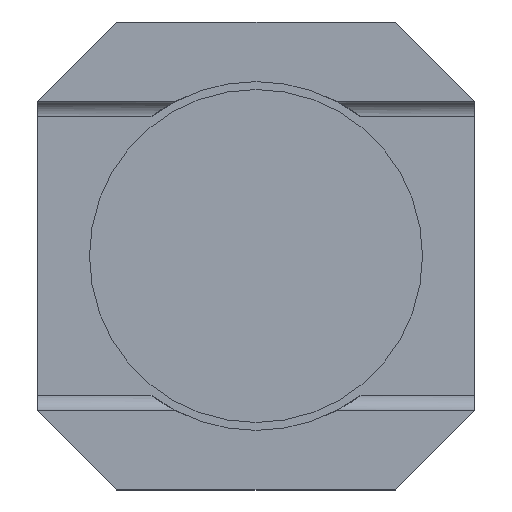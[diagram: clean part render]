
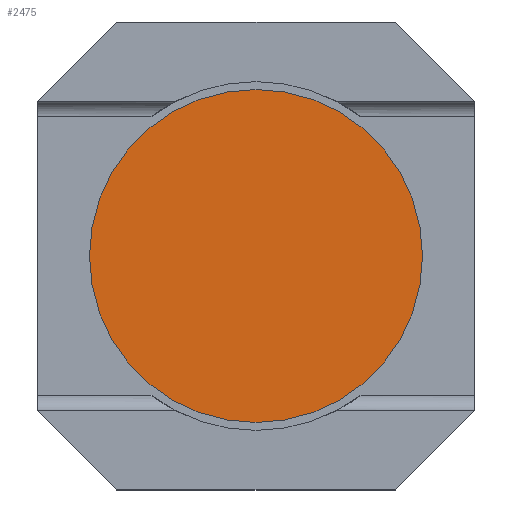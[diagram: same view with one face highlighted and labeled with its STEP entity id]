
A CAD part, front view. The second image highlights one B-rep face of the part: STEP entity #2475.
In plain terms, the highlighted planar face has unit normal (0, -1, 0).
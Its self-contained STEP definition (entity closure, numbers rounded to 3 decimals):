
#222 = CARTESIAN_POINT ( 'NONE',  ( 0., 0.108, 0. ) ) ;
#1679 = DIRECTION ( 'NONE',  ( 0., 1., 0. ) ) ;
#1691 = CIRCLE ( 'NONE', #7994, 2.135 ) ;
#1930 = CARTESIAN_POINT ( 'NONE',  ( 0., 0.108, 2.135 ) ) ;
#2242 = DIRECTION ( 'NONE',  ( 0., -1., 0. ) ) ;
#2475 = ADVANCED_FACE ( 'NONE', ( #3214 ), #9346, .T. ) ;
#2549 = DIRECTION ( 'NONE',  ( 0., 1., 0. ) ) ;
#2665 = EDGE_LOOP ( 'NONE', ( #9144, #8222 ) ) ;
#3214 = FACE_OUTER_BOUND ( 'NONE', #2665, .T. ) ;
#3474 = CARTESIAN_POINT ( 'NONE',  ( 0., 0.108, -2.135 ) ) ;
#3613 = AXIS2_PLACEMENT_3D ( 'NONE', #222, #2549, #8536 ) ;
#3953 = VERTEX_POINT ( 'NONE', #3474 ) ;
#6376 = DIRECTION ( 'NONE',  ( 0., 0., -1. ) ) ;
#7728 = CIRCLE ( 'NONE', #3613, 2.135 ) ;
#7994 = AXIS2_PLACEMENT_3D ( 'NONE', #11944, #1679, #11877 ) ;
#8222 = ORIENTED_EDGE ( 'NONE', *, *, #11909, .F. ) ;
#8358 = CARTESIAN_POINT ( 'NONE',  ( 0., 0.108, 0. ) ) ;
#8536 = DIRECTION ( 'NONE',  ( 0., 0., 1. ) ) ;
#8737 = AXIS2_PLACEMENT_3D ( 'NONE', #8358, #2242, #6376 ) ;
#9144 = ORIENTED_EDGE ( 'NONE', *, *, #9370, .F. ) ;
#9346 = PLANE ( 'NONE',  #8737 ) ;
#9370 = EDGE_CURVE ( 'NONE', #10642, #3953, #7728, .T. ) ;
#10642 = VERTEX_POINT ( 'NONE', #1930 ) ;
#11877 = DIRECTION ( 'NONE',  ( 0., 0., 1. ) ) ;
#11909 = EDGE_CURVE ( 'NONE', #3953, #10642, #1691, .T. ) ;
#11944 = CARTESIAN_POINT ( 'NONE',  ( 0., 0.108, 0. ) ) ;
